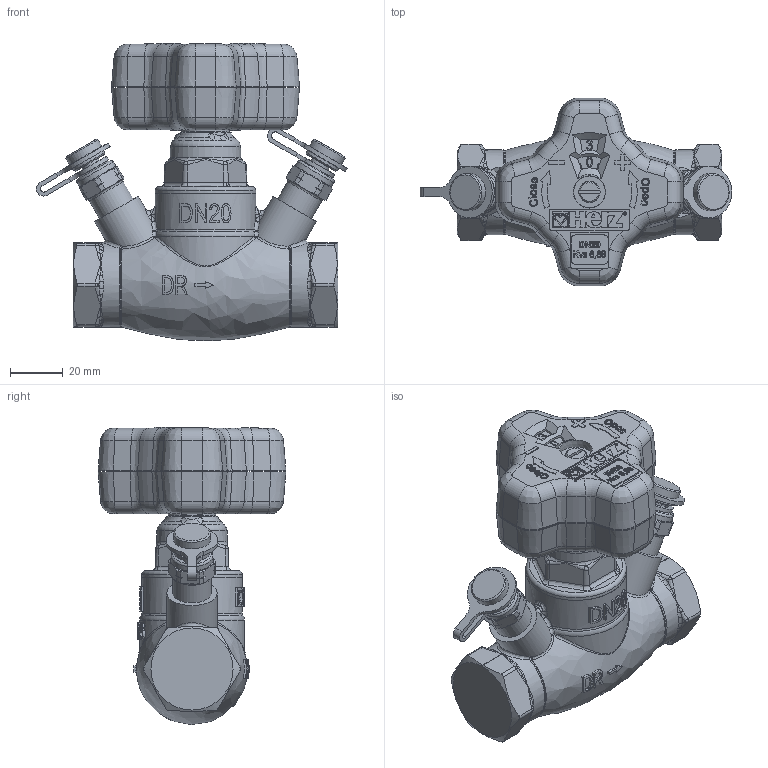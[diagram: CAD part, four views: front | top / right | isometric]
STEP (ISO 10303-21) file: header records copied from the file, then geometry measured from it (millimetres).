
FILE_DESCRIPTION(/* description */ (''),/* implementation_level */ '2;1');
FILE_NAME(/* name */ '',/* time_stamp */ '2018-11-08T13:04:24+01:00',/* author */ (''),/* organization */ (''),/* preprocessor_version */ 'ST-DEVELOPER v11',/* originating_system */ 'SIEMENS PLM Software NX 7.5',/* authorisation */ '');
FILE_SCHEMA (('AUTOMOTIVE_DESIGN { 1 0 10303 214 1 1 1 1 }'));
Products named in the file (1): 1_4217_32_002_stp
Bounding box: 117.51 x 70.95 x 112.19 mm (x, y, z)
Volume: 245089.8 mm3; surface area: 42358.8 mm2
Topology: 1 solids, 3 shells, 1665 faces, 4343 edges, 2759 vertices
Faces by surface type: plane 542, extrusion 391, cylinder 248, bspline 240, cone 140, torus 84, sphere 20
Full cylindrical faces by diameter (mm): 7.4 x2, 8 x1, 12.2 x2, 13.7 x2, 14 x2, 14.8 x2, 15.8 x2, 18 x1, 19 x2, 31.98 x2, 33.75 x1, 38 x1
Entity records: 75023 total; most frequent: CARTESIAN_POINT 26154, ORIENTED_EDGE 8482, DIRECTION 6199, EDGE_CURVE 4241, VERTEX_POINT 2729, VECTOR 2097, AXIS2_PLACEMENT_3D 2051, B_SPLINE_CURVE_WITH_KNOTS 1897
